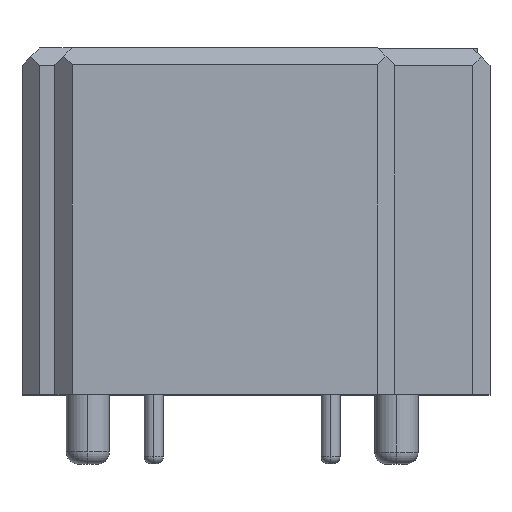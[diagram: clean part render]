
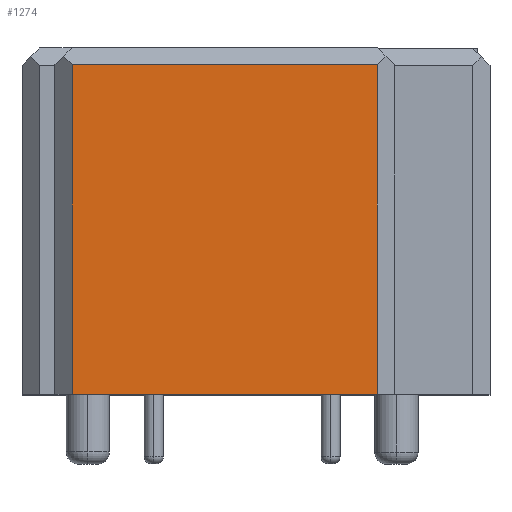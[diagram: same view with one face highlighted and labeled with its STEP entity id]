
A CAD part, top view. The second image highlights one B-rep face of the part: STEP entity #1274.
In plain terms, the highlighted planar face has unit normal (0, 0, 1).
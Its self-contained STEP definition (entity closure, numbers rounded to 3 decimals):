
#2 = ORIENTED_EDGE ( 'NONE', *, *, #137, .F. ) ;
#128 = DIRECTION ( 'NONE',  ( 0., 1., 0. ) ) ;
#137 = EDGE_CURVE ( 'NONE', #1922, #1989, #1275, .T. ) ;
#195 = DIRECTION ( 'NONE',  ( -1., 0., 0. ) ) ;
#242 = DIRECTION ( 'NONE',  ( 0., -1., 0. ) ) ;
#263 = CARTESIAN_POINT ( 'NONE',  ( -0.9, 19., 27.7 ) ) ;
#300 = CARTESIAN_POINT ( 'NONE',  ( 16.7, 20., 27.7 ) ) ;
#328 = DIRECTION ( 'NONE',  ( 1., 0., 0. ) ) ;
#425 = CARTESIAN_POINT ( 'NONE',  ( -0.9, 0., 27.7 ) ) ;
#480 = EDGE_CURVE ( 'NONE', #706, #1989, #1045, .T. ) ;
#483 = CARTESIAN_POINT ( 'NONE',  ( -1.9, 19., 27.7 ) ) ;
#515 = VECTOR ( 'NONE', #242, 1000. ) ;
#517 = VERTEX_POINT ( 'NONE', #1731 ) ;
#615 = EDGE_CURVE ( 'NONE', #517, #706, #1892, .T. ) ;
#663 = AXIS2_PLACEMENT_3D ( 'NONE', #1565, #1293, #328 ) ;
#664 = FACE_OUTER_BOUND ( 'NONE', #1996, .T. ) ;
#696 = ORIENTED_EDGE ( 'NONE', *, *, #850, .T. ) ;
#706 = VERTEX_POINT ( 'NONE', #263 ) ;
#720 = ORIENTED_EDGE ( 'NONE', *, *, #480, .T. ) ;
#824 = CARTESIAN_POINT ( 'NONE',  ( 17.7, 0., 27.7 ) ) ;
#850 = EDGE_CURVE ( 'NONE', #1922, #517, #1406, .T. ) ;
#941 = VECTOR ( 'NONE', #195, 1000. ) ;
#947 = PLANE ( 'NONE',  #663 ) ;
#951 = DIRECTION ( 'NONE',  ( -1., 0., 0. ) ) ;
#1045 = LINE ( 'NONE', #1684, #515 ) ;
#1274 = ADVANCED_FACE ( 'NONE', ( #664 ), #947, .T. ) ;
#1275 = LINE ( 'NONE', #824, #941 ) ;
#1293 = DIRECTION ( 'NONE',  ( 0., 0., 1. ) ) ;
#1406 = LINE ( 'NONE', #300, #1991 ) ;
#1513 = VECTOR ( 'NONE', #951, 1000. ) ;
#1565 = CARTESIAN_POINT ( 'NONE',  ( 17.7, 20., 27.7 ) ) ;
#1684 = CARTESIAN_POINT ( 'NONE',  ( -0.9, 20., 27.7 ) ) ;
#1731 = CARTESIAN_POINT ( 'NONE',  ( 16.7, 19., 27.7 ) ) ;
#1892 = LINE ( 'NONE', #483, #1513 ) ;
#1922 = VERTEX_POINT ( 'NONE', #1948 ) ;
#1948 = CARTESIAN_POINT ( 'NONE',  ( 16.7, 0., 27.7 ) ) ;
#1989 = VERTEX_POINT ( 'NONE', #425 ) ;
#1991 = VECTOR ( 'NONE', #128, 1000. ) ;
#1996 = EDGE_LOOP ( 'NONE', ( #2023, #720, #2, #696 ) ) ;
#2023 = ORIENTED_EDGE ( 'NONE', *, *, #615, .T. ) ;
